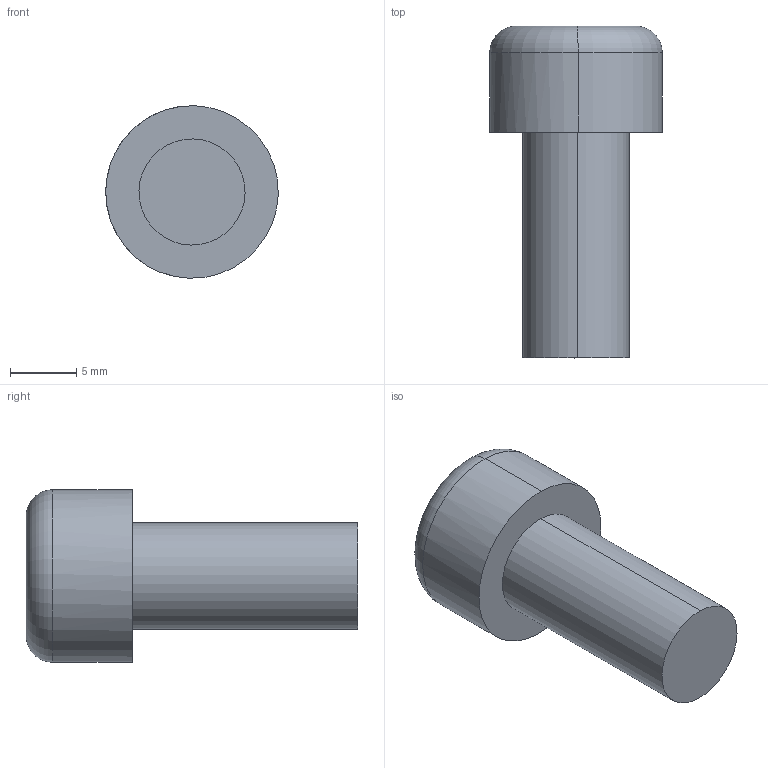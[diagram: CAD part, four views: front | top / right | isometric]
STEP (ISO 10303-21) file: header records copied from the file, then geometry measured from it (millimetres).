
FILE_DESCRIPTION(('CoCreate Modeling STEP Export'),'2;1');
FILE_NAME('m3.stp','2011-05-24T11:09:21',(''),(''),'CoCreate Modeling STEP processor for AP214 (Solid Model)','CoCreate Modeling 18.0P1120 20-Nov-2010 (C) Parametric Technology GmbH','');
FILE_SCHEMA(('AUTOMOTIVE_DESIGN { 1 0 10303 214 1 1 1 1 }'));
Length unit declared in the file: millimetre
Products named in the file (1): Z00001000002_A001.PRT
Bounding box: 13 x 25 x 13 mm (x, y, z)
Volume: 1696.7 mm3; surface area: 1107.3 mm2
Topology: 1 solids, 1 shells, 16 faces, 35 edges, 23 vertices
Faces by surface type: plane 10, cylinder 4, torus 2
Entity records: 436 total; most frequent: DIRECTION 70, ORIENTED_EDGE 70, CARTESIAN_POINT 69, EDGE_CURVE 35, AXIS2_PLACEMENT_3D 24, VERTEX_POINT 23, VECTOR 22, LINE 22
